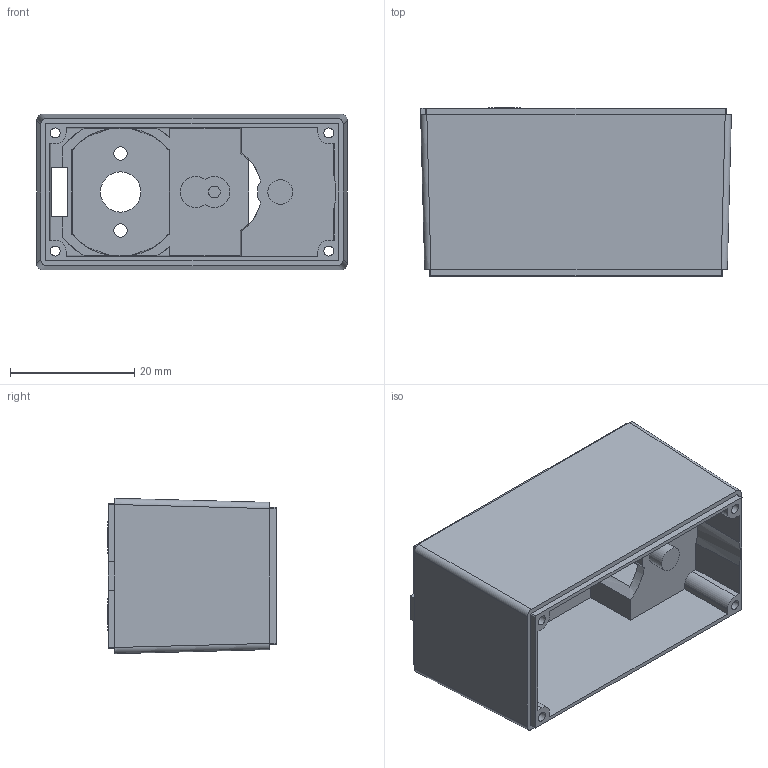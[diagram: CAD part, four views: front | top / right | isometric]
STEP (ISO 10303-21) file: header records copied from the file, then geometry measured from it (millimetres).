
FILE_DESCRIPTION(/* description */ (''),/* implementation_level */ '2;1');
FILE_NAME(/* name */ 'Bottom Housing.ipt.step',/* time_stamp */ '2020-04-16T23:15:21-04:00',/* author */ ('Hannah'),/* organization */ (''),/* preprocessor_version */ 'ST-DEVELOPER v17',/* originating_system */ 'Autodesk Inventor 2019',/* authorisation */ '');
FILE_SCHEMA (('AUTOMOTIVE_DESIGN { 1 0 10303 214 3 1 1 }'));
Length unit declared in the file: inch
Products named in the file (1): Bottom Housing
Bounding box: 50 x 27.05 x 25 mm (x, y, z)
Volume: 8688.8 mm3; surface area: 11053.2 mm2
Topology: 1 solids, 1 shells, 137 faces, 404 edges, 276 vertices
Faces by surface type: plane 87, cylinder 37, bspline 8, cone 5
Full cylindrical faces by diameter (mm): 1.6 x4, 1.9 x3, 2.2 x2, 4 x1, 5 x2, 6.5 x1
Entity records: 5077 total; most frequent: CARTESIAN_POINT 1290, ORIENTED_EDGE 808, DIRECTION 754, EDGE_CURVE 404, VERTEX_POINT 276, AXIS2_PLACEMENT_3D 252, LINE 250, VECTOR 250
